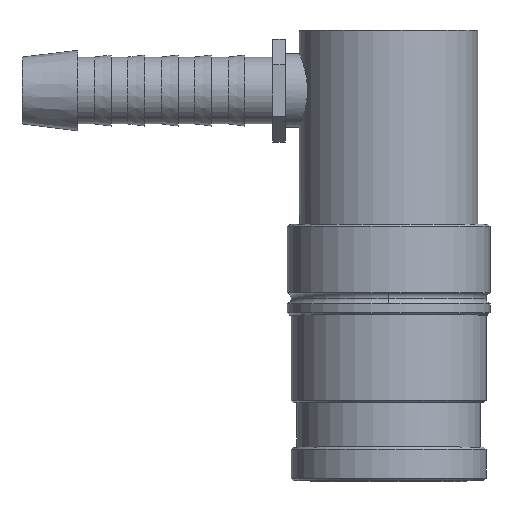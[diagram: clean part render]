
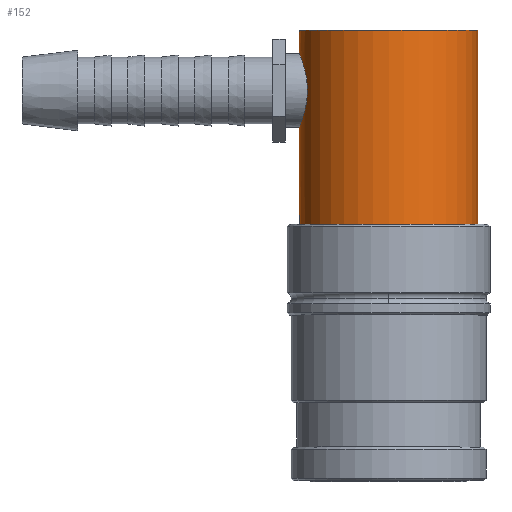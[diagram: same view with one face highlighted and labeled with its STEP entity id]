
A CAD part, top view. The second image highlights one B-rep face of the part: STEP entity #152.
In plain terms, the highlighted cylindrical face has radius 8 mm (diameter 16 mm), a partial arc.
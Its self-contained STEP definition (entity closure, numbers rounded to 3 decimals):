
#152=ADVANCED_FACE('',(#366),#367,.T.);
#366=FACE_OUTER_BOUND('',#647,.T.);
#367=CYLINDRICAL_SURFACE('',#648,8.0);
#647=EDGE_LOOP('',(#1032,#1033,#1034,#1035,#1036,#1037));
#648=AXIS2_PLACEMENT_3D('',#1038,#1039,#1040);
#1032=ORIENTED_EDGE('',*,*,#1636,.T.);
#1033=ORIENTED_EDGE('',*,*,#1672,.F.);
#1034=ORIENTED_EDGE('',*,*,#1639,.T.);
#1035=ORIENTED_EDGE('',*,*,#1673,.F.);
#1036=ORIENTED_EDGE('',*,*,#1638,.T.);
#1037=ORIENTED_EDGE('',*,*,#1674,.F.);
#1038=CARTESIAN_POINT('',(0.0,30.495,0.0));
#1039=DIRECTION('',(-0.0,1.0,0.0));
#1040=DIRECTION('',(1.0,0.0,0.0));
#1636=EDGE_CURVE('',#1956,#1957,#1958,.T.);
#1638=EDGE_CURVE('',#1851,#1959,#1961,.T.);
#1639=EDGE_CURVE('',#1962,#1847,#1963,.T.);
#1672=EDGE_CURVE('',#1962,#1957,#2016,.T.);
#1673=EDGE_CURVE('',#1851,#1847,#2017,.T.);
#1674=EDGE_CURVE('',#1956,#1959,#2018,.T.);
#1847=VERTEX_POINT('',#2233);
#1851=VERTEX_POINT('',#2255);
#1956=VERTEX_POINT('',#2433);
#1957=VERTEX_POINT('',#2434);
#1958=LINE('',#2435,#2436);
#1959=VERTEX_POINT('',#2437);
#1961=LINE('',#2439,#2440);
#1962=VERTEX_POINT('',#2441);
#1963=LINE('',#2442,#2443);
#2016=CIRCLE('',#2505,8.0);
#2017=B_SPLINE_CURVE_WITH_KNOTS('',3,(#2506,#2507,#2508,#2509,#2510,#2511,#2512,#2513,#2514,#2515,#2516,#2517,#2518,#2519,#2520,#2521,#2522,#2523,#2524,#2525,#2526,#2527,#2528,#2529,#2530,#2531,#2532,#2533,#2534,#2535,#2536,#2537,#2538,#2539),.UNSPECIFIED.,.F.,.F.,(4,2,2,2,2,2,2,2,2,2,2,2,2,2,2,2,4),(5.038,5.668,6.297,6.927,7.556,8.186,8.816,9.446,10.077,10.707,11.337,11.967,12.597,13.227,13.856,14.485,15.115),.UNSPECIFIED.);
#2018=CIRCLE('',#2540,8.0);
#2233=CARTESIAN_POINT('',(-8.0,38.4,0.));
#2255=CARTESIAN_POINT('',(-8.0,31.8,0.));
#2433=CARTESIAN_POINT('',(8.0,23.1,0.));
#2434=CARTESIAN_POINT('',(8.0,40.5,0.0));
#2435=CARTESIAN_POINT('',(8.0,30.495,0.));
#2436=VECTOR('',#2920,1.0);
#2437=CARTESIAN_POINT('',(-8.0,23.1,0.));
#2439=CARTESIAN_POINT('',(-8.0,30.495,0.));
#2440=VECTOR('',#2924,1.0);
#2441=CARTESIAN_POINT('',(-8.0,40.5,0.));
#2442=CARTESIAN_POINT('',(-8.0,30.495,0.));
#2443=VECTOR('',#2925,1.0);
#2505=AXIS2_PLACEMENT_3D('',#2983,#2984,#2985);
#2506=CARTESIAN_POINT('',(-8.0,31.8,0.));
#2507=CARTESIAN_POINT('',(-8.0,31.8,0.21));
#2508=CARTESIAN_POINT('',(-7.992,31.82,0.426));
#2509=CARTESIAN_POINT('',(-7.957,31.905,0.855));
#2510=CARTESIAN_POINT('',(-7.931,31.969,1.067));
#2511=CARTESIAN_POINT('',(-7.866,32.139,1.473));
#2512=CARTESIAN_POINT('',(-7.827,32.244,1.667));
#2513=CARTESIAN_POINT('',(-7.742,32.485,2.024));
#2514=CARTESIAN_POINT('',(-7.696,32.622,2.188));
#2515=CARTESIAN_POINT('',(-7.608,32.912,2.479));
#2516=CARTESIAN_POINT('',(-7.562,33.076,2.615));
#2517=CARTESIAN_POINT('',(-7.474,33.434,2.857));
#2518=CARTESIAN_POINT('',(-7.432,33.627,2.961));
#2519=CARTESIAN_POINT('',(-7.363,34.033,3.13));
#2520=CARTESIAN_POINT('',(-7.335,34.245,3.195));
#2521=CARTESIAN_POINT('',(-7.297,34.674,3.28));
#2522=CARTESIAN_POINT('',(-7.288,34.89,3.3));
#2523=CARTESIAN_POINT('',(-7.288,35.31,3.3));
#2524=CARTESIAN_POINT('',(-7.297,35.526,3.28));
#2525=CARTESIAN_POINT('',(-7.335,35.955,3.195));
#2526=CARTESIAN_POINT('',(-7.363,36.167,3.13));
#2527=CARTESIAN_POINT('',(-7.432,36.573,2.961));
#2528=CARTESIAN_POINT('',(-7.474,36.766,2.857));
#2529=CARTESIAN_POINT('',(-7.562,37.124,2.615));
#2530=CARTESIAN_POINT('',(-7.608,37.288,2.479));
#2531=CARTESIAN_POINT('',(-7.696,37.578,2.188));
#2532=CARTESIAN_POINT('',(-7.742,37.715,2.024));
#2533=CARTESIAN_POINT('',(-7.827,37.956,1.667));
#2534=CARTESIAN_POINT('',(-7.866,38.061,1.473));
#2535=CARTESIAN_POINT('',(-7.931,38.231,1.067));
#2536=CARTESIAN_POINT('',(-7.957,38.295,0.855));
#2537=CARTESIAN_POINT('',(-7.992,38.38,0.426));
#2538=CARTESIAN_POINT('',(-8.0,38.4,0.21));
#2539=CARTESIAN_POINT('',(-8.0,38.4,0.));
#2540=AXIS2_PLACEMENT_3D('',#2986,#2987,#2988);
#2920=DIRECTION('',(0.0,1.0,0.0));
#2924=DIRECTION('',(-0.0,-1.0,-0.0));
#2925=DIRECTION('',(-0.0,-1.0,-0.0));
#2983=CARTESIAN_POINT('',(0.0,40.5,0.0));
#2984=DIRECTION('',(-0.0,1.0,0.0));
#2985=DIRECTION('',(1.0,0.0,0.0));
#2986=CARTESIAN_POINT('',(0.0,23.1,0.0));
#2987=DIRECTION('',(0.,-1.0,-0.0));
#2988=DIRECTION('',(1.0,0.,0.0));
